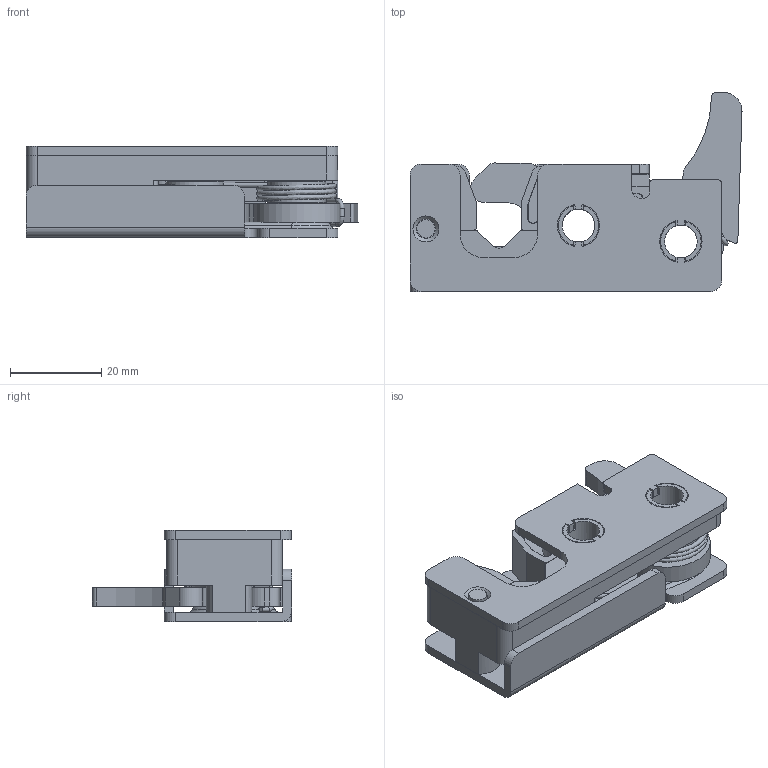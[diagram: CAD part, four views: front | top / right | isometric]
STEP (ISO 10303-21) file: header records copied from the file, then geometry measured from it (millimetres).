
FILE_DESCRIPTION(('STEP AP203'),'1');
FILE_NAME('2800.2.4.1.1.001.step','2019-01-17T17:49:24',(' '),(' '),'Spatial InterOp 3D',' ',' ');
FILE_SCHEMA(('CONFIG_CONTROL_DESIGN'));
Length unit declared in the file: millimetre
Products named in the file (11): 1; 2; 3; 4; 5; 6; 7; 8; 9; 10; 11
Bounding box: 72.93 x 43.77 x 20 mm (x, y, z)
Volume: 21157.7 mm3; surface area: 22413.6 mm2
Topology: 10 solids, 10 shells, 392 faces, 1054 edges, 697 vertices
Faces by surface type: plane 205, cylinder 139, cone 31, torus 13, bspline 3, extrusion 1
Full cylindrical faces by diameter (mm): 1 x7, 4 x2, 4.1 x1, 4.3 x1, 5 x1, 5.2 x1, 7.2 x2, 8.9 x2, 9.1 x2, 10.5 x4, 10.8 x2, 10.9 x2, 12.7 x2
Entity records: 13880 total; most frequent: CARTESIAN_POINT 3380, DIRECTION 2162, ORIENTED_EDGE 2022, EDGE_CURVE 1011, AXIS2_PLACEMENT_3D 762, VERTEX_POINT 687, VECTOR 638, LINE 637
